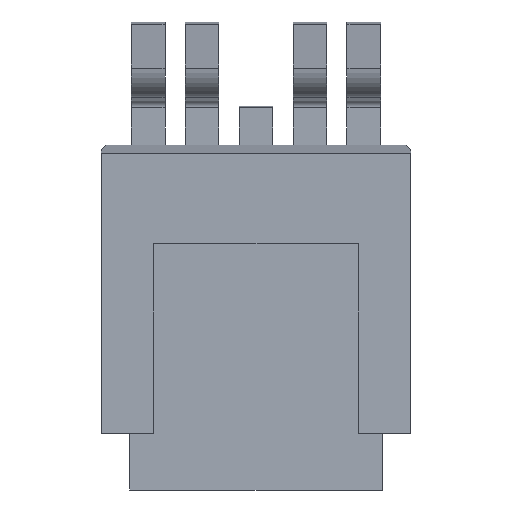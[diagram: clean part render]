
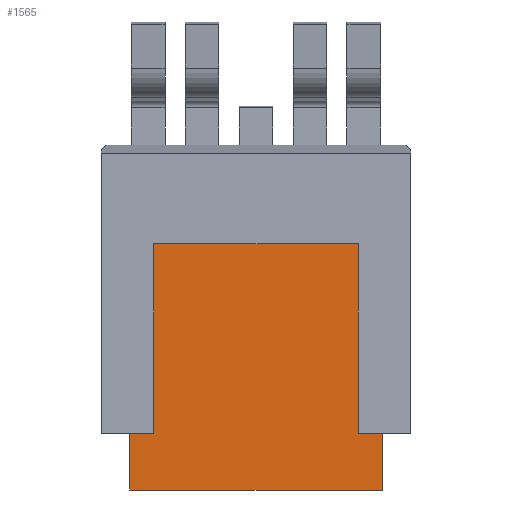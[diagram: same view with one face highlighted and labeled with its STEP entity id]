
A CAD part, front view. The second image highlights one B-rep face of the part: STEP entity #1565.
In plain terms, the highlighted planar face has unit normal (0, -1, 0).
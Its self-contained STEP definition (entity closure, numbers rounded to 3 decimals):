
#22 = CARTESIAN_POINT ( 'NONE',  ( -2.16, 0., -3.753 ) ) ;
#29 = CARTESIAN_POINT ( 'NONE',  ( -2.667, 0., -4.953 ) ) ;
#85 = CARTESIAN_POINT ( 'NONE',  ( -3.07, 0., -4.953 ) ) ;
#91 = EDGE_CURVE ( 'NONE', #2220, #1962, #1972, .T. ) ;
#117 = LINE ( 'NONE', #2197, #1664 ) ;
#217 = LINE ( 'NONE', #2733, #1642 ) ;
#220 = LINE ( 'NONE', #1079, #860 ) ;
#223 = EDGE_LOOP ( 'NONE', ( #1071, #855, #1501, #791, #2577, #808, #2665, #1585 ) ) ;
#226 = CARTESIAN_POINT ( 'NONE',  ( -3.27, 0., -3.753 ) ) ;
#293 = EDGE_CURVE ( 'NONE', #751, #1962, #217, .T. ) ;
#320 = CARTESIAN_POINT ( 'NONE',  ( -2.16, 0., 0.257 ) ) ;
#495 = DIRECTION ( 'NONE',  ( 0., -1., 0. ) ) ;
#553 = CARTESIAN_POINT ( 'NONE',  ( 3.27, 0., -3.752 ) ) ;
#682 = VECTOR ( 'NONE', #1088, 1000. ) ;
#751 = VERTEX_POINT ( 'NONE', #1504 ) ;
#762 = CARTESIAN_POINT ( 'NONE',  ( 2.16, 0., -3.753 ) ) ;
#791 = ORIENTED_EDGE ( 'NONE', *, *, #1660, .T. ) ;
#808 = ORIENTED_EDGE ( 'NONE', *, *, #2381, .T. ) ;
#855 = ORIENTED_EDGE ( 'NONE', *, *, #91, .T. ) ;
#860 = VECTOR ( 'NONE', #1301, 1000. ) ;
#874 = DIRECTION ( 'NONE',  ( 0., 0., -1. ) ) ;
#1001 = CARTESIAN_POINT ( 'NONE',  ( 2.16, 0., -3.753 ) ) ;
#1005 = CARTESIAN_POINT ( 'NONE',  ( -2.667, 0., -3.753 ) ) ;
#1025 = VECTOR ( 'NONE', #1318, 1000. ) ;
#1071 = ORIENTED_EDGE ( 'NONE', *, *, #2284, .F. ) ;
#1079 = CARTESIAN_POINT ( 'NONE',  ( -2.667, 0., -3.753 ) ) ;
#1088 = DIRECTION ( 'NONE',  ( -1., 0., 0. ) ) ;
#1102 = CARTESIAN_POINT ( 'NONE',  ( 2.667, 0., -4.953 ) ) ;
#1251 = CARTESIAN_POINT ( 'NONE',  ( 2.16, 0., 0.258 ) ) ;
#1301 = DIRECTION ( 'NONE',  ( 0., 0., 1. ) ) ;
#1318 = DIRECTION ( 'NONE',  ( 1., 0., 0. ) ) ;
#1400 = DIRECTION ( 'NONE',  ( -1., 0., 0. ) ) ;
#1453 = VERTEX_POINT ( 'NONE', #2292 ) ;
#1501 = ORIENTED_EDGE ( 'NONE', *, *, #293, .F. ) ;
#1504 = CARTESIAN_POINT ( 'NONE',  ( 2.667, 0., -3.753 ) ) ;
#1565 = ADVANCED_FACE ( 'NONE', ( #1968 ), #2225, .T. ) ;
#1585 = ORIENTED_EDGE ( 'NONE', *, *, #1806, .T. ) ;
#1642 = VECTOR ( 'NONE', #1875, 1000. ) ;
#1660 = EDGE_CURVE ( 'NONE', #751, #2148, #2038, .T. ) ;
#1664 = VECTOR ( 'NONE', #2019, 1000. ) ;
#1788 = DIRECTION ( 'NONE',  ( 0., 0., -1. ) ) ;
#1803 = CARTESIAN_POINT ( 'NONE',  ( 0., 0., 0. ) ) ;
#1806 = EDGE_CURVE ( 'NONE', #1453, #2709, #2301, .T. ) ;
#1875 = DIRECTION ( 'NONE',  ( 0., 0., -1. ) ) ;
#1936 = LINE ( 'NONE', #22, #2480 ) ;
#1962 = VERTEX_POINT ( 'NONE', #1102 ) ;
#1968 = FACE_OUTER_BOUND ( 'NONE', #223, .T. ) ;
#1972 = LINE ( 'NONE', #85, #1025 ) ;
#2019 = DIRECTION ( 'NONE',  ( -1., 0., 0. ) ) ;
#2027 = VECTOR ( 'NONE', #2648, 1000. ) ;
#2038 = LINE ( 'NONE', #553, #2288 ) ;
#2041 = VERTEX_POINT ( 'NONE', #1251 ) ;
#2148 = VERTEX_POINT ( 'NONE', #1001 ) ;
#2197 = CARTESIAN_POINT ( 'NONE',  ( -2.16, 0., 0.257 ) ) ;
#2220 = VERTEX_POINT ( 'NONE', #29 ) ;
#2225 = PLANE ( 'NONE',  #2652 ) ;
#2284 = EDGE_CURVE ( 'NONE', #2220, #2709, #220, .T. ) ;
#2288 = VECTOR ( 'NONE', #1400, 1000. ) ;
#2292 = CARTESIAN_POINT ( 'NONE',  ( -2.16, 0., -3.753 ) ) ;
#2301 = LINE ( 'NONE', #226, #682 ) ;
#2337 = VERTEX_POINT ( 'NONE', #320 ) ;
#2381 = EDGE_CURVE ( 'NONE', #2041, #2337, #117, .T. ) ;
#2418 = EDGE_CURVE ( 'NONE', #2148, #2041, #2681, .T. ) ;
#2480 = VECTOR ( 'NONE', #874, 1000. ) ;
#2548 = EDGE_CURVE ( 'NONE', #2337, #1453, #1936, .T. ) ;
#2577 = ORIENTED_EDGE ( 'NONE', *, *, #2418, .T. ) ;
#2648 = DIRECTION ( 'NONE',  ( 0., 0., 1. ) ) ;
#2652 = AXIS2_PLACEMENT_3D ( 'NONE', #1803, #495, #1788 ) ;
#2665 = ORIENTED_EDGE ( 'NONE', *, *, #2548, .T. ) ;
#2681 = LINE ( 'NONE', #762, #2027 ) ;
#2709 = VERTEX_POINT ( 'NONE', #1005 ) ;
#2733 = CARTESIAN_POINT ( 'NONE',  ( 2.667, 0., -3.753 ) ) ;
